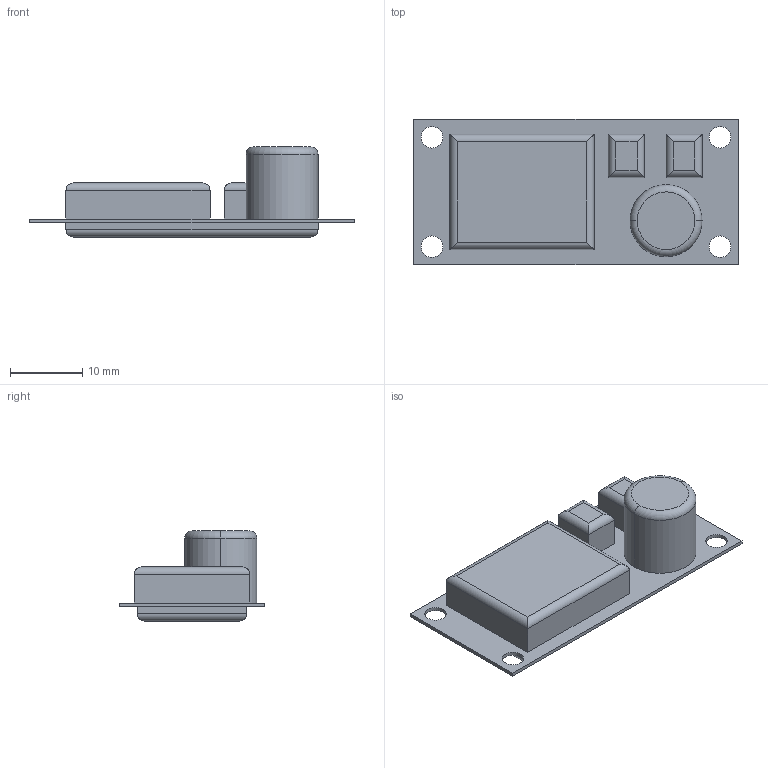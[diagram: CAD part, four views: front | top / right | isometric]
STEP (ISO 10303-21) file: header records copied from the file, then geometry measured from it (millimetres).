
FILE_DESCRIPTION((''),'2;1');
FILE_NAME('UBE15M_D300841A','2006-01-03T',('Pepperl+Fuchs'),('Industriehansa'),'PRO/ENGINEER BY PARAMETRIC TECHNOLOGY CORPORATION, 2005290','PRO/ENGINEER BY PARAMETRIC TECHNOLOGY CORPORATION, 2005290','');
FILE_SCHEMA(('AUTOMOTIVE_DESIGN_CC2 { 1 2 10303 214 -1 1 5 2 }'));
Length unit declared in the file: millimetre
Products named in the file (1): UBE15M_D300841A
Bounding box: 45 x 20.2 x 12.5 mm (x, y, z)
Volume: 4138.4 mm3; surface area: 2831.4 mm2
Topology: 1 solids, 1 shells, 55 faces, 131 edges, 88 vertices
Faces by surface type: plane 27, cylinder 26, torus 2
Entity records: 2167 total; most frequent: CARTESIAN_POINT 425, ORIENTED_EDGE 252, DIRECTION 251, PRESENTATION_STYLE_ASSIGNMENT 133, STYLED_ITEM 133, CURVE_STYLE 132, EDGE_CURVE 126, VECTOR 91
